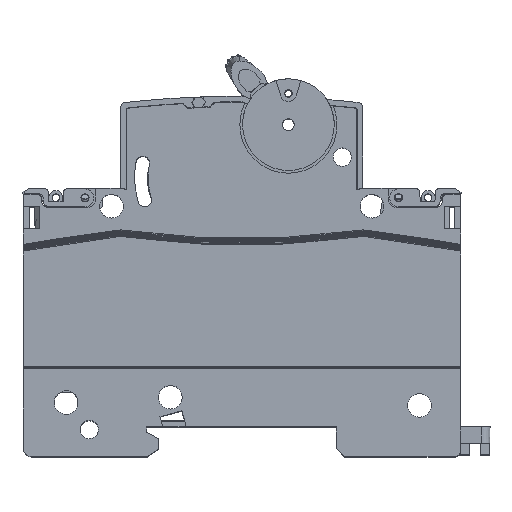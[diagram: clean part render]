
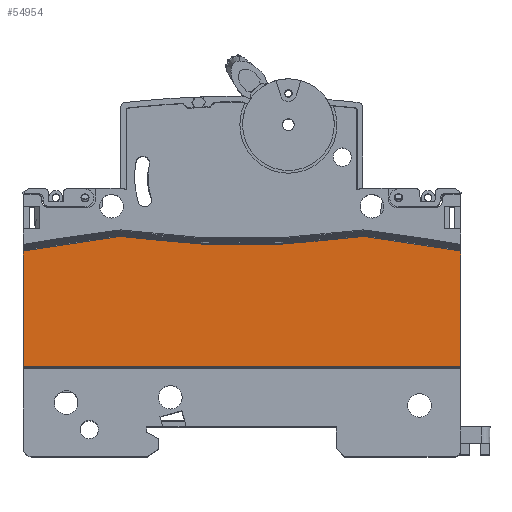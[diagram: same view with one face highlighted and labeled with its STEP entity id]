
A CAD part, top view. The second image highlights one B-rep face of the part: STEP entity #54954.
In plain terms, the highlighted planar face has unit normal (0, 0, 1).
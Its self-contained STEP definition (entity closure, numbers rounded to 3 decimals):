
#856 = ORIENTED_EDGE ( 'NONE', *, *, #173879, .T. ) ;
#1423 = VECTOR ( 'NONE', #42234, 1000. ) ;
#1624 = ORIENTED_EDGE ( 'NONE', *, *, #60338, .T. ) ;
#2440 = B_SPLINE_CURVE_WITH_KNOTS ( 'NONE', 3,
 ( #162640, #145934, #78971, #132699 ),
 .UNSPECIFIED., .F., .F.,
 ( 4, 4 ),
 ( 0., 1. ),
 .UNSPECIFIED. ) ;
#3429 = CARTESIAN_POINT ( 'NONE',  ( -49.1, 0., 41.3 ) ) ;
#5647 = CARTESIAN_POINT ( 'NONE',  ( -31.11, -20.698, 41.3 ) ) ;
#20365 = PLANE ( 'NONE',  #49964 ) ;
#21450 = CARTESIAN_POINT ( 'NONE',  ( 31.9, -44.8, 41.3 ) ) ;
#23341 = VERTEX_POINT ( 'NONE', #120615 ) ;
#24482 = DIRECTION ( 'NONE',  ( 0., 1., 0. ) ) ;
#33582 = FACE_OUTER_BOUND ( 'NONE', #153218, .T. ) ;
#40098 = VERTEX_POINT ( 'NONE', #120690 ) ;
#42234 = DIRECTION ( 'NONE',  ( 0., -1., 0. ) ) ;
#42731 = CARTESIAN_POINT ( 'NONE',  ( 19.946, -21.343, 41.3 ) ) ;
#49964 = AXIS2_PLACEMENT_3D ( 'NONE', #170995, #172726, #52009 ) ;
#51393 = CARTESIAN_POINT ( 'NONE',  ( -49.1, -23.404, 41.3 ) ) ;
#52009 = DIRECTION ( 'NONE',  ( 1., 0., 0. ) ) ;
#54954 = ADVANCED_FACE ( 'NONE', ( #33582 ), #20365, .T. ) ;
#55055 = CARTESIAN_POINT ( 'NONE',  ( 13.91, -20.698, 41.3 ) ) ;
#60338 = EDGE_CURVE ( 'NONE', #157686, #23341, #65325, .T. ) ;
#64153 = LINE ( 'NONE', #132829, #114706 ) ;
#65325 = B_SPLINE_CURVE_WITH_KNOTS ( 'NONE', 3,
 ( #107927, #163426, #42731, #55055 ),
 .UNSPECIFIED., .F., .F.,
 ( 4, 4 ),
 ( 0., 1. ),
 .UNSPECIFIED. ) ;
#69799 = ORIENTED_EDGE ( 'NONE', *, *, #108712, .T. ) ;
#78780 = ORIENTED_EDGE ( 'NONE', *, *, #115962, .T. ) ;
#78971 = CARTESIAN_POINT ( 'NONE',  ( 4.9, -44.8, 41.3 ) ) ;
#85808 = CARTESIAN_POINT ( 'NONE',  ( 6.444, -21.766, 41.3 ) ) ;
#94190 = VERTEX_POINT ( 'NONE', #114248 ) ;
#95600 = EDGE_CURVE ( 'NONE', #40098, #132493, #2440, .T. ) ;
#101657 = CARTESIAN_POINT ( 'NONE',  ( -31.11, -20.698, 41.3 ) ) ;
#105125 = CARTESIAN_POINT ( 'NONE',  ( -43.142, -22.245, 41.3 ) ) ;
#106113 = ORIENTED_EDGE ( 'NONE', *, *, #95600, .T. ) ;
#107927 = CARTESIAN_POINT ( 'NONE',  ( 31.9, -23.404, 41.3 ) ) ;
#108712 = EDGE_CURVE ( 'NONE', #132493, #157686, #64153, .T. ) ;
#112260 = CARTESIAN_POINT ( 'NONE',  ( 13.91, -20.698, 41.3 ) ) ;
#114248 = CARTESIAN_POINT ( 'NONE',  ( -49.1, -23.404, 41.3 ) ) ;
#114706 = VECTOR ( 'NONE', #24482, 1000. ) ;
#115830 = CARTESIAN_POINT ( 'NONE',  ( 31.9, -23.404, 41.3 ) ) ;
#115962 = EDGE_CURVE ( 'NONE', #23341, #140396, #164671, .T. ) ;
#116044 = EDGE_CURVE ( 'NONE', #140396, #94190, #133137, .T. ) ;
#120615 = CARTESIAN_POINT ( 'NONE',  ( 13.91, -20.698, 41.3 ) ) ;
#120690 = CARTESIAN_POINT ( 'NONE',  ( -49.1, -44.8, 41.3 ) ) ;
#132493 = VERTEX_POINT ( 'NONE', #21450 ) ;
#132699 = CARTESIAN_POINT ( 'NONE',  ( 31.9, -44.8, 41.3 ) ) ;
#132829 = CARTESIAN_POINT ( 'NONE',  ( 31.9, 0., 41.3 ) ) ;
#133137 = B_SPLINE_CURVE_WITH_KNOTS ( 'NONE', 3,
 ( #101657, #155416, #105125, #51393 ),
 .UNSPECIFIED., .F., .F.,
 ( 4, 4 ),
 ( 0., 1. ),
 .UNSPECIFIED. ) ;
#140396 = VERTEX_POINT ( 'NONE', #156277 ) ;
#142199 = CARTESIAN_POINT ( 'NONE',  ( -23.643, -21.766, 41.3 ) ) ;
#145934 = CARTESIAN_POINT ( 'NONE',  ( -22.1, -44.8, 41.3 ) ) ;
#151407 = ORIENTED_EDGE ( 'NONE', *, *, #116044, .T. ) ;
#153218 = EDGE_LOOP ( 'NONE', ( #856, #106113, #69799, #1624, #78780, #151407 ) ) ;
#154537 = CARTESIAN_POINT ( 'NONE',  ( -1.06, -22.3, 41.3 ) ) ;
#155416 = CARTESIAN_POINT ( 'NONE',  ( -37.146, -21.343, 41.3 ) ) ;
#156277 = CARTESIAN_POINT ( 'NONE',  ( -31.11, -20.698, 41.3 ) ) ;
#157686 = VERTEX_POINT ( 'NONE', #115830 ) ;
#162640 = CARTESIAN_POINT ( 'NONE',  ( -49.1, -44.8, 41.3 ) ) ;
#163426 = CARTESIAN_POINT ( 'NONE',  ( 25.942, -22.245, 41.3 ) ) ;
#164641 = LINE ( 'NONE', #3429, #1423 ) ;
#164671 = B_SPLINE_CURVE_WITH_KNOTS ( 'NONE', 3,
 ( #112260, #85808, #154537, #169506, #142199, #5647 ),
 .UNSPECIFIED., .F., .F.,
 ( 4, 2, 4 ),
 ( 0., 0.5, 1. ),
 .UNSPECIFIED. ) ;
#169506 = CARTESIAN_POINT ( 'NONE',  ( -16.14, -22.3, 41.3 ) ) ;
#170995 = CARTESIAN_POINT ( 'NONE',  ( 0., 0., 41.3 ) ) ;
#172726 = DIRECTION ( 'NONE',  ( 0., 0., 1. ) ) ;
#173879 = EDGE_CURVE ( 'NONE', #94190, #40098, #164641, .T. ) ;
